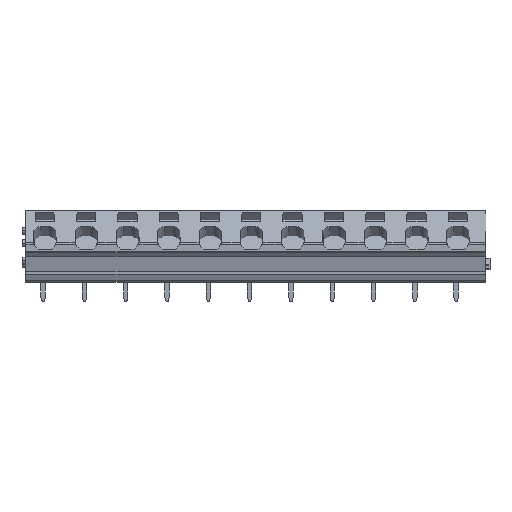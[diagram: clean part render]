
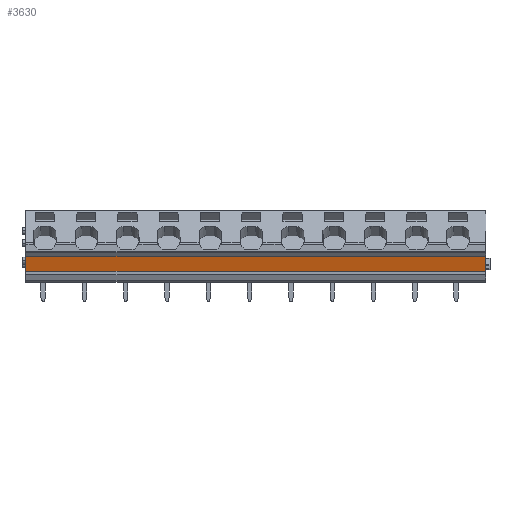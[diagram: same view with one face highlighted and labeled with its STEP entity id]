
A CAD part, front view. The second image highlights one B-rep face of the part: STEP entity #3630.
In plain terms, the highlighted planar face has unit normal (0, -0.966, -0.259).
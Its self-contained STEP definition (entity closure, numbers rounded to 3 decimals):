
#3603=AXIS2_PLACEMENT_3D('Plane Axis2P3D',#3600,#3601,#3602) ;
#3578=CARTESIAN_POINT('Vertex',(84.2,1.37,5.45)) ;
#3581=CARTESIAN_POINT('Line Origine',(42.45,1.37,5.45)) ;
#3585=CARTESIAN_POINT('Vertex',(0.7,1.37,5.45)) ;
#3600=CARTESIAN_POINT('Axis2P3D Location',(0.,0.634,8.2)) ;
#3605=CARTESIAN_POINT('Line Origine',(84.2,1.002,6.825)) ;
#3609=CARTESIAN_POINT('Vertex',(84.2,0.634,8.2)) ;
#3612=CARTESIAN_POINT('Line Origine',(42.45,0.634,8.2)) ;
#3616=CARTESIAN_POINT('Vertex',(0.7,0.634,8.2)) ;
#3619=CARTESIAN_POINT('Line Origine',(0.7,1.002,6.825)) ;
#3582=DIRECTION('Vector Direction',(1.,0.,0.)) ;
#3601=DIRECTION('Axis2P3D Direction',(0.,-0.966,-0.259)) ;
#3602=DIRECTION('Axis2P3D XDirection',(0.,0.259,-0.966)) ;
#3606=DIRECTION('Vector Direction',(0.,0.259,-0.966)) ;
#3613=DIRECTION('Vector Direction',(1.,0.,0.)) ;
#3620=DIRECTION('Vector Direction',(0.,0.259,-0.966)) ;
#3583=VECTOR('Line Direction',#3582,1.) ;
#3607=VECTOR('Line Direction',#3606,1.) ;
#3614=VECTOR('Line Direction',#3613,1.) ;
#3621=VECTOR('Line Direction',#3620,1.) ;
#3625=ORIENTED_EDGE('',*,*,#3611,.F.) ;
#3626=ORIENTED_EDGE('',*,*,#3618,.F.) ;
#3627=ORIENTED_EDGE('',*,*,#3623,.F.) ;
#3628=ORIENTED_EDGE('',*,*,#3587,.T.) ;
#3630=ADVANCED_FACE('HOUSING',(#3629),#3604,.T.) ;
#3587=EDGE_CURVE('',#3586,#3579,#3584,.T.) ;
#3611=EDGE_CURVE('',#3610,#3579,#3608,.T.) ;
#3618=EDGE_CURVE('',#3617,#3610,#3615,.T.) ;
#3623=EDGE_CURVE('',#3586,#3617,#3622,.F.) ;
#3624=EDGE_LOOP('',(#3625,#3626,#3627,#3628)) ;
#3629=FACE_OUTER_BOUND('',#3624,.T.) ;
#3584=LINE('Line',#3581,#3583) ;
#3608=LINE('Line',#3605,#3607) ;
#3615=LINE('Line',#3612,#3614) ;
#3622=LINE('Line',#3619,#3621) ;
#3604=PLANE('',#3603) ;
#3579=VERTEX_POINT('',#3578) ;
#3586=VERTEX_POINT('',#3585) ;
#3610=VERTEX_POINT('',#3609) ;
#3617=VERTEX_POINT('',#3616) ;
